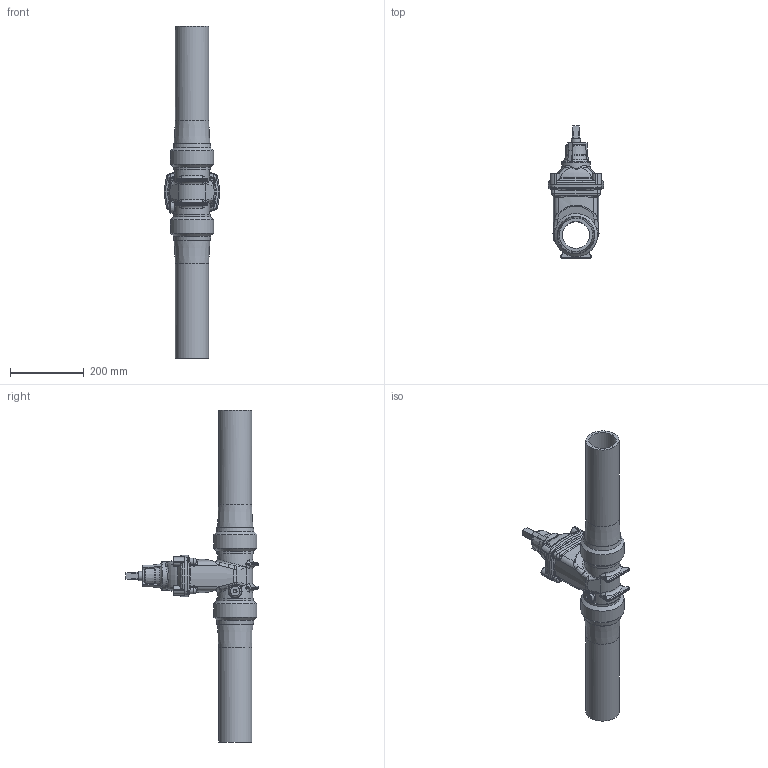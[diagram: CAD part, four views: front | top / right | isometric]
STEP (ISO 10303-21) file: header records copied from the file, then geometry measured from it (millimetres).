
FILE_DESCRIPTION (( 'STEP AP203' ), '1' );
FILE_NAME ('O_36_80_DN080_090mm.STEP', '2015-01-22T04:41:49', ( 'ken' ), ( '' ), 'SwSTEP 2.0', 'SolidWorks 2012', '' );
FILE_SCHEMA (( 'CONFIG_CONTROL_DESIGN' ));
Length unit declared in the file: millimetre
Products named in the file (1): O_36_80_DN080_090mm
Bounding box: 150 x 360 x 899.9 mm (x, y, z)
Volume: 4433010.3 mm3; surface area: 576963.3 mm2
Topology: 1 solids, 1 shells, 370 faces, 919 edges, 545 vertices
Faces by surface type: bspline 156, cylinder 65, plane 55, torus 54, cone 40
Full cylindrical faces by diameter (mm): 24.6 x1, 44.7 x1, 73.636 x1, 77 x1, 90 x2, 95 x1, 99.402 x2, 117 x2
Entity records: 17606 total; most frequent: CARTESIAN_POINT 10240, ORIENTED_EDGE 1740, DIRECTION 1244, EDGE_CURVE 870, AXIS2_PLACEMENT_3D 562, VERTEX_POINT 533, EDGE_LOOP 401, FACE_OUTER_BOUND 382
